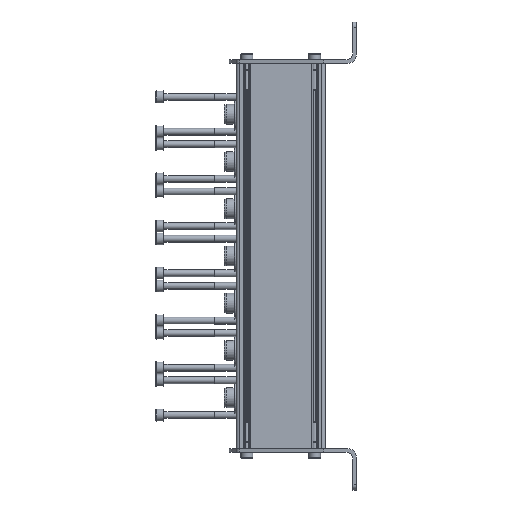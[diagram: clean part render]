
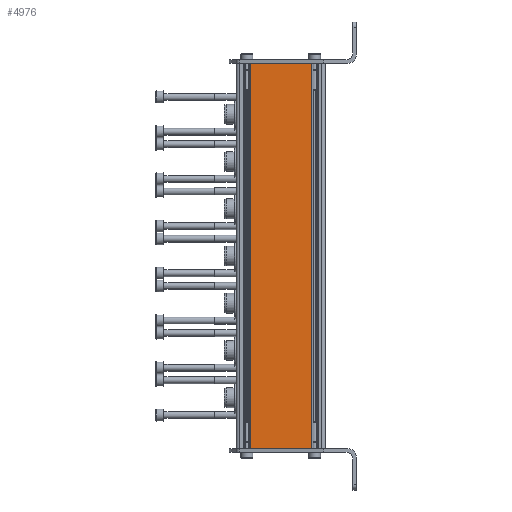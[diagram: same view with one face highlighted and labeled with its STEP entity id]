
A CAD part, left-side view. The second image highlights one B-rep face of the part: STEP entity #4976.
In plain terms, the highlighted planar face has unit normal (-1, 0, 0).
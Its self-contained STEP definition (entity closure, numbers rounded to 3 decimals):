
#364=LINE('',#8165,#694);
#365=LINE('',#8167,#695);
#366=LINE('',#8169,#696);
#367=LINE('',#8171,#697);
#694=VECTOR('',#6397,1000.);
#695=VECTOR('',#6400,1000.);
#696=VECTOR('',#6401,1000.);
#697=VECTOR('',#6402,1000.);
#928=PLANE('',#5454);
#1631=ORIENTED_EDGE('',*,*,#2894,.F.);
#1632=ORIENTED_EDGE('',*,*,#2893,.F.);
#1633=ORIENTED_EDGE('',*,*,#2895,.T.);
#1634=ORIENTED_EDGE('',*,*,#2896,.T.);
#2893=EDGE_CURVE('',#3492,#3491,#364,.T.);
#2894=EDGE_CURVE('',#3491,#3493,#365,.T.);
#2895=EDGE_CURVE('',#3492,#3494,#366,.T.);
#2896=EDGE_CURVE('',#3494,#3493,#367,.T.);
#3491=VERTEX_POINT('',#8162);
#3492=VERTEX_POINT('',#8164);
#3493=VERTEX_POINT('',#8168);
#3494=VERTEX_POINT('',#8170);
#3946=EDGE_LOOP('',(#1631,#1632,#1633,#1634));
#4406=FACE_BOUND('',#3946,.T.);
#4976=ADVANCED_FACE('',(#4406),#928,.T.);
#5454=AXIS2_PLACEMENT_3D('',#8166,#6398,#6399);
#6397=DIRECTION('',(0.,0.,1.));
#6398=DIRECTION('',(-1.,0.,0.));
#6399=DIRECTION('',(0.,0.,1.));
#6400=DIRECTION('',(0.,-1.,0.));
#6401=DIRECTION('',(0.,-1.,0.));
#6402=DIRECTION('',(0.,0.,1.));
#8162=CARTESIAN_POINT('',(-14.35,17.679,0.));
#8164=CARTESIAN_POINT('',(-14.35,17.679,-224.5));
#8165=CARTESIAN_POINT('',(-14.35,17.679,-224.5));
#8166=CARTESIAN_POINT('',(-14.35,17.679,-224.5));
#8167=CARTESIAN_POINT('',(-14.35,17.679,0.));
#8168=CARTESIAN_POINT('',(-14.35,-17.679,0.));
#8169=CARTESIAN_POINT('',(-14.35,17.679,-224.5));
#8170=CARTESIAN_POINT('',(-14.35,-17.679,-224.5));
#8171=CARTESIAN_POINT('',(-14.35,-17.679,-224.5));
